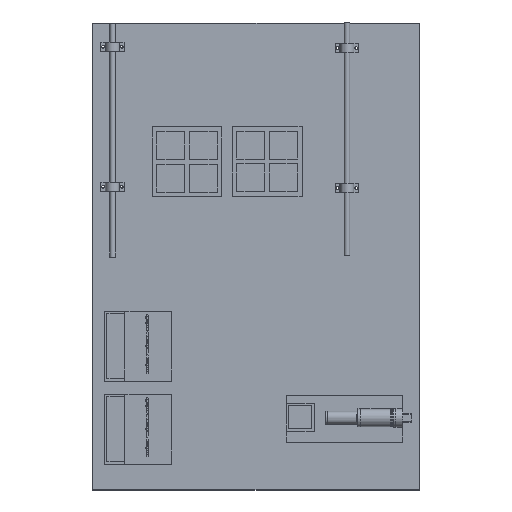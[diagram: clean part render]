
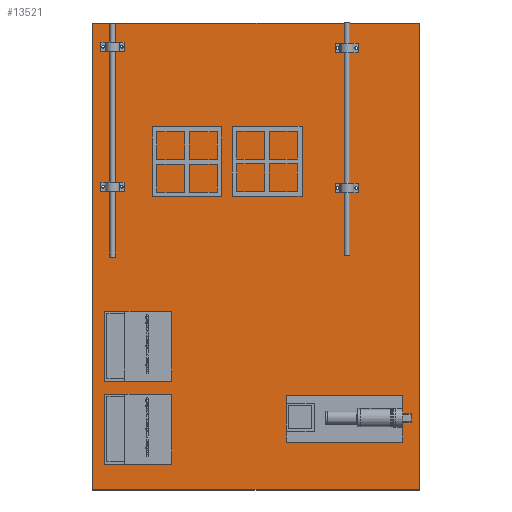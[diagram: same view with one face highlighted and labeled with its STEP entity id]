
A CAD part, top view. The second image highlights one B-rep face of the part: STEP entity #13521.
In plain terms, the highlighted planar face has unit normal (0, 0, 1).
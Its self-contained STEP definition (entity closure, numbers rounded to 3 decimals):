
#938=FACE_BOUND('',#2329,.T.);
#939=FACE_BOUND('',#2330,.T.);
#940=FACE_BOUND('',#2331,.T.);
#941=FACE_BOUND('',#2332,.T.);
#942=FACE_BOUND('',#2333,.T.);
#943=FACE_BOUND('',#2334,.T.);
#944=FACE_BOUND('',#2335,.T.);
#945=FACE_BOUND('',#2336,.T.);
#1058=PLANE('',#14313);
#1587=FACE_OUTER_BOUND('',#2328,.T.);
#2328=EDGE_LOOP('',(#9595,#9596,#9597,#9598));
#2329=EDGE_LOOP('',(#9599));
#2330=EDGE_LOOP('',(#9600));
#2331=EDGE_LOOP('',(#9601));
#2332=EDGE_LOOP('',(#9602));
#2333=EDGE_LOOP('',(#9603));
#2334=EDGE_LOOP('',(#9604));
#2335=EDGE_LOOP('',(#9605));
#2336=EDGE_LOOP('',(#9606));
#3183=LINE('',#17821,#4687);
#3186=LINE('',#17827,#4690);
#3189=LINE('',#17833,#4693);
#3192=LINE('',#17837,#4696);
#4687=VECTOR('',#15005,10.);
#4690=VECTOR('',#15010,10.);
#4693=VECTOR('',#15015,10.);
#4696=VECTOR('',#15020,10.);
#6182=CIRCLE('',#14287,3.);
#6184=CIRCLE('',#14290,3.);
#6186=CIRCLE('',#14293,3.);
#6188=CIRCLE('',#14296,3.);
#6190=CIRCLE('',#14299,3.);
#6192=CIRCLE('',#14302,3.);
#6194=CIRCLE('',#14305,3.);
#6196=CIRCLE('',#14308,3.);
#6279=VERTEX_POINT('',#17769);
#6281=VERTEX_POINT('',#17775);
#6283=VERTEX_POINT('',#17781);
#6285=VERTEX_POINT('',#17787);
#6287=VERTEX_POINT('',#17793);
#6289=VERTEX_POINT('',#17799);
#6291=VERTEX_POINT('',#17805);
#6293=VERTEX_POINT('',#17811);
#6296=VERTEX_POINT('',#17818);
#6297=VERTEX_POINT('',#17820);
#6299=VERTEX_POINT('',#17826);
#6301=VERTEX_POINT('',#17832);
#7588=EDGE_CURVE('',#6279,#6279,#6182,.T.);
#7591=EDGE_CURVE('',#6281,#6281,#6184,.T.);
#7594=EDGE_CURVE('',#6283,#6283,#6186,.T.);
#7597=EDGE_CURVE('',#6285,#6285,#6188,.T.);
#7600=EDGE_CURVE('',#6287,#6287,#6190,.T.);
#7603=EDGE_CURVE('',#6289,#6289,#6192,.T.);
#7606=EDGE_CURVE('',#6291,#6291,#6194,.T.);
#7609=EDGE_CURVE('',#6293,#6293,#6196,.T.);
#7612=EDGE_CURVE('',#6297,#6296,#3183,.T.);
#7615=EDGE_CURVE('',#6299,#6297,#3186,.T.);
#7618=EDGE_CURVE('',#6301,#6299,#3189,.T.);
#7621=EDGE_CURVE('',#6296,#6301,#3192,.T.);
#9595=ORIENTED_EDGE('',*,*,#7621,.T.);
#9596=ORIENTED_EDGE('',*,*,#7618,.T.);
#9597=ORIENTED_EDGE('',*,*,#7615,.T.);
#9598=ORIENTED_EDGE('',*,*,#7612,.T.);
#9599=ORIENTED_EDGE('',*,*,#7609,.T.);
#9600=ORIENTED_EDGE('',*,*,#7606,.T.);
#9601=ORIENTED_EDGE('',*,*,#7603,.T.);
#9602=ORIENTED_EDGE('',*,*,#7600,.T.);
#9603=ORIENTED_EDGE('',*,*,#7597,.T.);
#9604=ORIENTED_EDGE('',*,*,#7594,.T.);
#9605=ORIENTED_EDGE('',*,*,#7591,.T.);
#9606=ORIENTED_EDGE('',*,*,#7588,.T.);
#13521=ADVANCED_FACE('',(#1587,#938,#939,#940,#941,#942,#943,#944,#945),
#1058,.T.);
#14287=AXIS2_PLACEMENT_3D('',#17771,#14950,#14951);
#14290=AXIS2_PLACEMENT_3D('',#17777,#14957,#14958);
#14293=AXIS2_PLACEMENT_3D('',#17783,#14964,#14965);
#14296=AXIS2_PLACEMENT_3D('',#17789,#14971,#14972);
#14299=AXIS2_PLACEMENT_3D('',#17795,#14978,#14979);
#14302=AXIS2_PLACEMENT_3D('',#17801,#14985,#14986);
#14305=AXIS2_PLACEMENT_3D('',#17807,#14992,#14993);
#14308=AXIS2_PLACEMENT_3D('',#17813,#14999,#15000);
#14313=AXIS2_PLACEMENT_3D('',#17838,#15021,#15022);
#14950=DIRECTION('center_axis',(0.,0.,-1.));
#14951=DIRECTION('ref_axis',(-1.,0.,0.));
#14957=DIRECTION('center_axis',(0.,0.,-1.));
#14958=DIRECTION('ref_axis',(-1.,0.,0.));
#14964=DIRECTION('center_axis',(0.,0.,-1.));
#14965=DIRECTION('ref_axis',(-1.,0.,0.));
#14971=DIRECTION('center_axis',(0.,0.,-1.));
#14972=DIRECTION('ref_axis',(-1.,0.,0.));
#14978=DIRECTION('center_axis',(0.,0.,-1.));
#14979=DIRECTION('ref_axis',(-1.,0.,0.));
#14985=DIRECTION('center_axis',(0.,0.,-1.));
#14986=DIRECTION('ref_axis',(-1.,0.,0.));
#14992=DIRECTION('center_axis',(0.,0.,-1.));
#14993=DIRECTION('ref_axis',(-1.,0.,0.));
#14999=DIRECTION('center_axis',(0.,0.,-1.));
#15000=DIRECTION('ref_axis',(-1.,0.,0.));
#15005=DIRECTION('',(1.,0.,0.));
#15010=DIRECTION('',(0.,-1.,0.));
#15015=DIRECTION('',(-1.,0.,0.));
#15020=DIRECTION('',(0.,1.,0.));
#15021=DIRECTION('center_axis',(0.,0.,1.));
#15022=DIRECTION('ref_axis',(1.,0.,0.));
#17769=CARTESIAN_POINT('',(-337.074,443.777,-15.));
#17771=CARTESIAN_POINT('Origin',(-340.074,443.777,-15.));
#17775=CARTESIAN_POINT('',(-297.074,443.777,-15.));
#17777=CARTESIAN_POINT('Origin',(-300.074,443.777,-15.));
#17781=CARTESIAN_POINT('',(-337.074,143.777,-15.));
#17783=CARTESIAN_POINT('Origin',(-340.074,143.777,-15.));
#17787=CARTESIAN_POINT('',(-297.074,143.777,-15.));
#17789=CARTESIAN_POINT('Origin',(-300.074,143.777,-15.));
#17793=CARTESIAN_POINT('',(165.636,440.777,-15.));
#17795=CARTESIAN_POINT('Origin',(162.636,440.777,-15.));
#17799=CARTESIAN_POINT('',(205.636,440.777,-15.));
#17801=CARTESIAN_POINT('Origin',(202.636,440.777,-15.));
#17805=CARTESIAN_POINT('',(165.636,140.777,-15.));
#17807=CARTESIAN_POINT('Origin',(162.636,140.777,-15.));
#17811=CARTESIAN_POINT('',(205.636,140.777,-15.));
#17813=CARTESIAN_POINT('Origin',(202.636,140.777,-15.));
#17818=CARTESIAN_POINT('',(337.636,-506.223,-15.));
#17820=CARTESIAN_POINT('',(-362.364,-506.223,-15.));
#17821=CARTESIAN_POINT('',(-362.364,-506.223,-15.));
#17826=CARTESIAN_POINT('',(-362.364,493.777,-15.));
#17827=CARTESIAN_POINT('',(-362.364,493.777,-15.));
#17832=CARTESIAN_POINT('',(337.636,493.777,-15.));
#17833=CARTESIAN_POINT('',(337.636,493.777,-15.));
#17837=CARTESIAN_POINT('',(337.636,-506.223,-15.));
#17838=CARTESIAN_POINT('Origin',(-12.364,-6.223,-15.));
